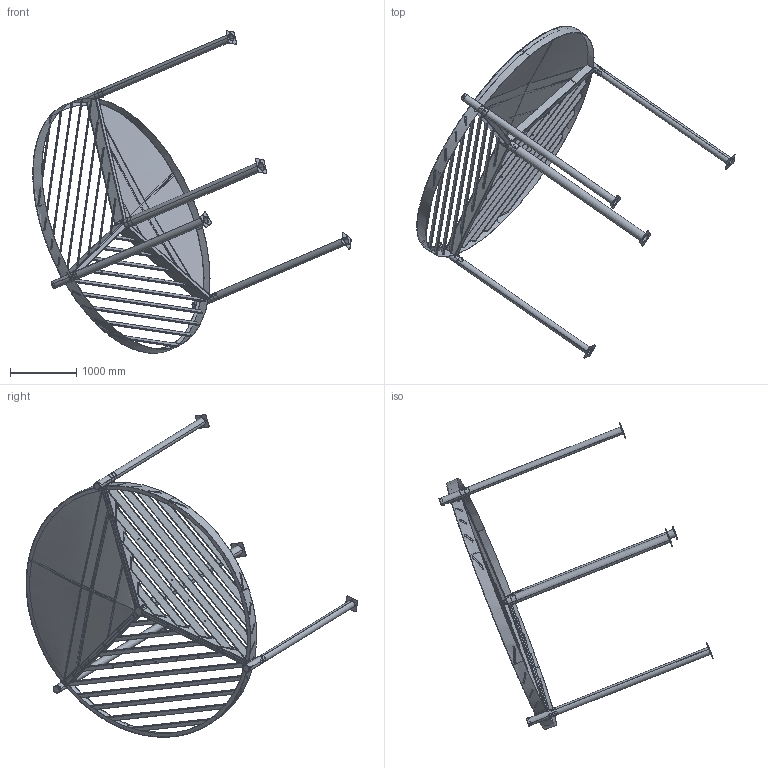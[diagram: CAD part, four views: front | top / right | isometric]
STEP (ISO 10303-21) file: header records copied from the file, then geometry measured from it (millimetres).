
FILE_DESCRIPTION (( 'STEP AP214' ), '1' );
FILE_NAME ('VERSION 3-3.STEP', '2025-03-17T15:40:03', ( 'Util' ), ( '' ), 'SwSTEP 2.0', 'SolidWorks 2025', '' );
FILE_SCHEMA (( 'AUTOMOTIVE_DESIGN' ));
Length unit declared in the file: millimetre
Products named in the file (43): Boulon vis_tête-fraisée M10 - espace 114.5; Cornière lattes découpée V3_Cornière arrondie + tôle - partie haute; Vis tête fraisée-bene_inox_210208-10X30; Poteau_Poteau extérieur; Vis_tête-fraisée_bene_inox_210203-10X150; Ecrou_borgne_bene_inox_215604-10; Ecrou_insert_bene_inox_219638-10; Cornière pour tôle cintrée découpée V3_Cornière pour tôle cintrée - partie basse; Boulon vis M10_écou_à_insert - espace 145; Tube rajout 2 tiers_3 tiers V3_Défaut<Brut d''usinage>; Bouchon poteau_Bouchon 139.7; Tôle arrondie 2; Bouchon poteau_Bouchon 114.3; Boulon vis_tête-fraisée M10 - espace 140; Cornière lattes découpée V3_Cornière triangle + lattes + rajout + perçages bouchons; Boulon vis M10_écou_à_insert - espace 5; Tôle triangulaire 1; Cornière lattes découpée V3_Cornière arrondie + tôle - partie basse; Vis_bene_inox_210202-10X25; Tôle triangulaire 2; Assemblage cornières V3_Cornière entière + tôles; Boulon vis_tête-fraisée M10 - espace 10; Cornière lattes découpée V3_Cornière triangle + tôle<Brut d''usinage>; Vis H_bene_inox_210101-10X160; Cadre tubes V3_Cadre tubes_2 tiers<Brut d''usinage>; Vis_tête-fraisée_bene_inox_210208-10X20; Tôle arrondie 1; Cornière lattes découpée V3_Cornière arrondie pour lattes - partie haute; Tôle arrondie dessous 1; Boulon vis tête fraisée M10 - espace 20; Tôle triangulaire dessous 2; Vis_tête-fraisée_bene_inox_210203-10X130; Pièce2^Assemblage cornières V3; Assemblage cornières V3_Cornière entière + lattes; Cornière lattes découpée V3_Cornière arrondie pour lattes - partie basse; Tôle arrondie dessous 2; Cornière pour tôle cintrée découpée V3_Cornière pour tôle cintrée - partie haute; Tôle triangulaire dessous 1; Rondelle_bene_inox_216505-10; VERSION 3-3 ...
Assembly tree (103 placements, depth 3):
  Pièce2^Assemblage cornières V3
  VERSION 3-3
    Poteau_Poteau central - 1 tier
    Poteau_Poteau extérieur  x3
    Cadre tubes V3_Cadre tubes_2 tiers<Brut d''usinage>
    Tube rajout 2 tiers_3 tiers V3_Défaut<Brut d''usinage>
    Assemblage cornières V3_Cornière entière + lattes  x2
      Cornière lattes découpée V3_Cornière arrondie pour lattes - partie basse
      Cornière pour tôle cintrée découpée V3_Cornière pour tôle cintrée - partie basse
      Cornière lattes découpée V3_Cornière triangle + lattes + rajout + perçages bouchons
      Cornière lattes découpée V3_Cornière arrondie pour lattes - partie haute
      Cornière pour tôle cintrée découpée V3_Cornière pour tôle cintrée - partie haute
    Assemblage cornières V3_Cornière entière + tôles
      Cornière lattes découpée V3_Cornière arrondie + tôle - partie basse
      Cornière pour tôle cintrée découpée V3_Cornière pour tôle cintrée - partie basse
      Cornière lattes découpée V3_Cornière triangle + tôle<Brut d''usinage>
      Cornière lattes découpée V3_Cornière arrondie + tôle - partie haute
      Cornière pour tôle cintrée découpée V3_Cornière pour tôle cintrée - partie haute
    Bouchon poteau_Bouchon 114.3  x3
    Bouchon poteau_Bouchon 139.7
    Boulon vis M10_écou_à_insert - espace 5  x20
      Ecrou_insert_bene_inox_219638-10
      Vis_bene_inox_210202-10X25
      Rondelle_bene_inox_216505-10
    Boulon vis M10_écou_à_insert - espace 5  x7
      Ecrou_insert_bene_inox_219638-10
    Boulon vis tête fraisée M10 - espace 20  x5
      Rondelle_bene_inox_216505-10
      Ecrou_borgne_bene_inox_215604-10
      Vis tête fraisée-bene_inox_210208-10X30
    Boulon vis_tête-fraisée M10 - espace 10  x5
      Rondelle_bene_inox_216505-10
      Ecrou_borgne_bene_inox_215604-10
      Vis_tête-fraisée_bene_inox_210208-10X20
    Boulon vis M10_écou_à_insert - espace 145  x3
      Vis H_bene_inox_210101-10X160
      Ecrou_insert_bene_inox_219638-10
      Rondelle_bene_inox_216505-10
    Boulon vis_tête-fraisée M10 - espace 114.5  x8
      Vis_tête-fraisée_bene_inox_210203-10X130
      Rondelle_bene_inox_216505-10
      Ecrou_borgne_bene_inox_215604-10
    Boulon vis_tête-fraisée M10 - espace 114.5
      Rondelle_bene_inox_216505-10
      Ecrou_borgne_bene_inox_215604-10
    Boulon vis_tête-fraisée M10 - espace 140  x2
      Vis_tête-fraisée_bene_inox_210203-10X150
      Rondelle_bene_inox_216505-10
      Ecrou_borgne_bene_inox_215604-10
    Tôle arrondie 1
    Tôle arrondie 2
    Tôle triangulaire 1
    Tôle triangulaire 2
    Tôle arrondie dessous 2
    Tôle arrondie dessous 1
    Tôle triangulaire dessous 1
    Tôle triangulaire dessous 2
Bounding box: 4791.42 x 4996.03 x 4854.55 mm (x, y, z)
Volume: 129766297.5 mm3; surface area: 65552059.8 mm2
Topology: 247 solids, 247 shells, 4977 faces, 11979 edges, 7497 vertices
Faces by surface type: plane 2463, cylinder 1524, cone 816, torus 86, bspline 46, sphere 42
Entity records: 83536 total; most frequent: CARTESIAN_POINT 40454, ORIENTED_EDGE 8844, DIRECTION 7890, EDGE_CURVE 4422, VERTEX_POINT 2892, LINE 2668, VECTOR 2668, AXIS2_PLACEMENT_3D 2611
